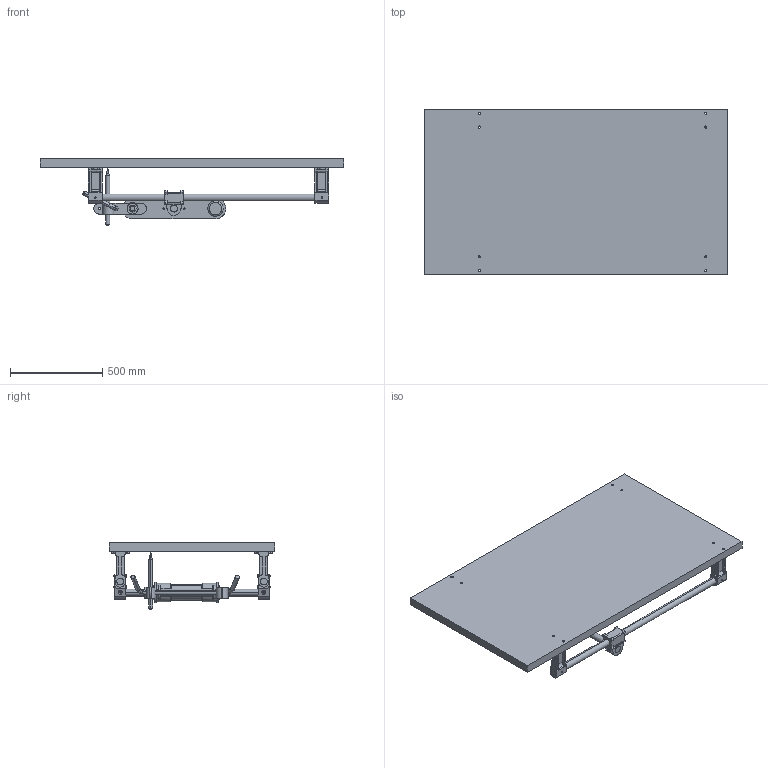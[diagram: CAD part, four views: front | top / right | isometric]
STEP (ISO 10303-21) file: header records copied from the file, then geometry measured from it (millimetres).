
FILE_DESCRIPTION(('FreeCAD Model'),'2;1');
FILE_NAME('Open CASCADE Shape Model','2025-05-09T16:02:33',('FreeCAD'),( 'FreeCAD'),'Open CASCADE STEP processor 7.6','FreeCAD','Unknown');
FILE_SCHEMA(('AUTOMOTIVE_DESIGN { 1 0 10303 214 1 1 1 1 }'));
Length unit declared in the file: millimetre
Products named in the file (1): Open CASCADE STEP translator 7.6 1
Bounding box: 1646 x 897.82 x 359.13 mm (x, y, z)
Volume: 69234664.6 mm3; surface area: 4926979.4 mm2
Topology: 22 solids, 22 shells, 733 faces, 1959 edges, 1280 vertices
Faces by surface type: bspline 733
Entity records: 24115 total; most frequent: CARTESIAN_POINT 12901, ORIENTED_EDGE 3918, EDGE_CURVE 1959, VERTEX_POINT 1280, B_SPLINE_CURVE_WITH_KNOTS 1103, FACE_BOUND 919, EDGE_LOOP 919, ADVANCED_FACE 733
